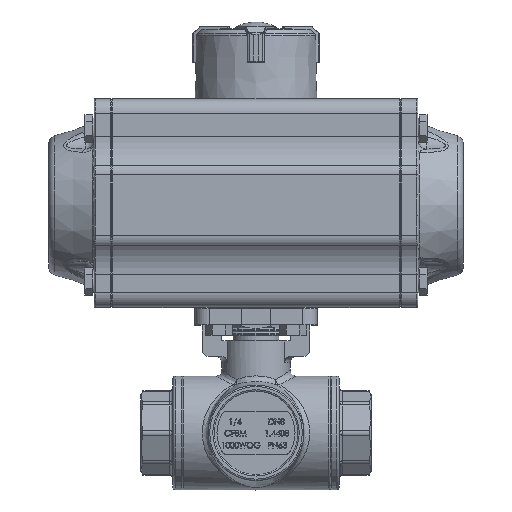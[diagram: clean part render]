
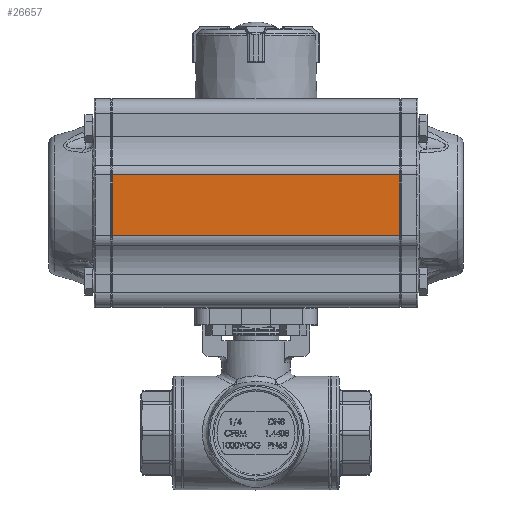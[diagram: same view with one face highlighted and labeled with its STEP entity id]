
A CAD part, top view. The second image highlights one B-rep face of the part: STEP entity #26657.
In plain terms, the highlighted face is planar.
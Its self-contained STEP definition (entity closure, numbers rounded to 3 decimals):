
#796=PLANE('',#28847);
#3577=LINE('',#71439,#5456);
#3578=LINE('',#71443,#5457);
#3579=LINE('',#71445,#5458);
#3580=LINE('',#71447,#5459);
#5456=VECTOR('',#33903,1000.);
#5457=VECTOR('',#33908,1000.);
#5458=VECTOR('',#33909,1000.);
#5459=VECTOR('',#33910,1000.);
#10915=ORIENTED_EDGE('',*,*,#16477,.F.);
#10916=ORIENTED_EDGE('',*,*,#16479,.T.);
#10917=ORIENTED_EDGE('',*,*,#16480,.T.);
#10918=ORIENTED_EDGE('',*,*,#16481,.T.);
#16477=EDGE_CURVE('',#19613,#19614,#3577,.T.);
#16479=EDGE_CURVE('',#19613,#19615,#3578,.T.);
#16480=EDGE_CURVE('',#19615,#19616,#3579,.T.);
#16481=EDGE_CURVE('',#19616,#19614,#3580,.T.);
#19613=VERTEX_POINT('',#71438);
#19614=VERTEX_POINT('',#71440);
#19615=VERTEX_POINT('',#71444);
#19616=VERTEX_POINT('',#71446);
#22597=EDGE_LOOP('',(#10915,#10916,#10917,#10918));
#24507=FACE_BOUND('',#22597,.T.);
#26657=ADVANCED_FACE('',(#24507),#796,.F.);
#28847=AXIS2_PLACEMENT_3D('',#71442,#33906,#33907);
#33903=DIRECTION('',(0.,0.,-1.));
#33906=DIRECTION('',(-1.,0.,0.));
#33907=DIRECTION('',(0.,0.,1.));
#33908=DIRECTION('',(0.,-1.,0.));
#33909=DIRECTION('',(0.,0.,-1.));
#33910=DIRECTION('',(0.,1.,0.));
#71438=CARTESIAN_POINT('',(29.5,10.363,49.2));
#71439=CARTESIAN_POINT('',(29.5,10.363,49.5));
#71440=CARTESIAN_POINT('',(29.5,10.363,-49.2));
#71442=CARTESIAN_POINT('',(29.5,-10.363,49.5));
#71443=CARTESIAN_POINT('',(29.5,-10.363,49.2));
#71444=CARTESIAN_POINT('',(29.5,-10.363,49.2));
#71445=CARTESIAN_POINT('',(29.5,-10.363,49.5));
#71446=CARTESIAN_POINT('',(29.5,-10.363,-49.2));
#71447=CARTESIAN_POINT('',(29.5,-10.363,-49.2));
